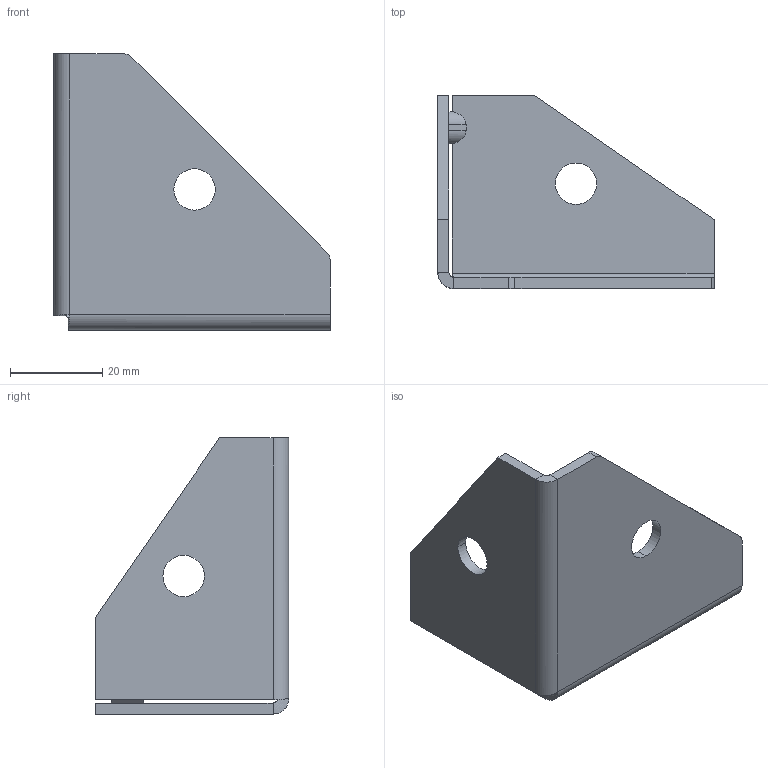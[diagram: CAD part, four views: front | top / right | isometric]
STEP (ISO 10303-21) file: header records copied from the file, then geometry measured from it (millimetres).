
FILE_DESCRIPTION (( 'STEP AP214' ), '1' );
FILE_NAME ('093wv452v.STEP', '2014-08-20T13:46:54', ( '' ), ( '' ), 'SwSTEP 2.0', 'SolidWorks 2014', '' );
FILE_SCHEMA (( 'AUTOMOTIVE_DESIGN' ));
Length unit declared in the file: millimetre
Products named in the file (1): 093wv452v
Bounding box: 60 x 42 x 60 mm (x, y, z)
Volume: 13912 mm3; surface area: 12576.1 mm2
Topology: 1 solids, 1 shells, 37 faces, 91 edges, 54 vertices
Faces by surface type: plane 21, cylinder 14, bspline 2
Entity records: 1207 total; most frequent: CARTESIAN_POINT 301, ORIENTED_EDGE 182, DIRECTION 175, EDGE_CURVE 91, VECTOR 63, LINE 63, AXIS2_PLACEMENT_3D 56, VERTEX_POINT 54
